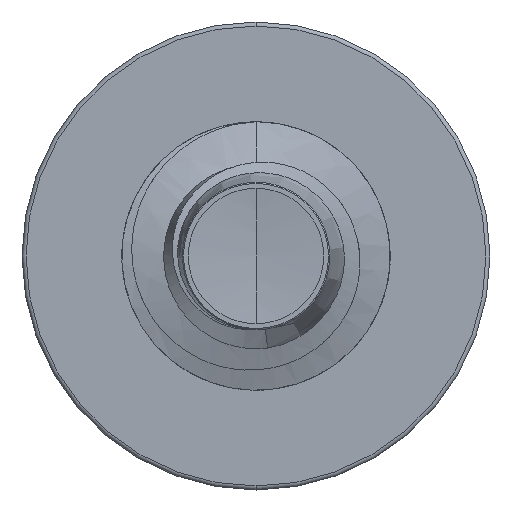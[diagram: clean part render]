
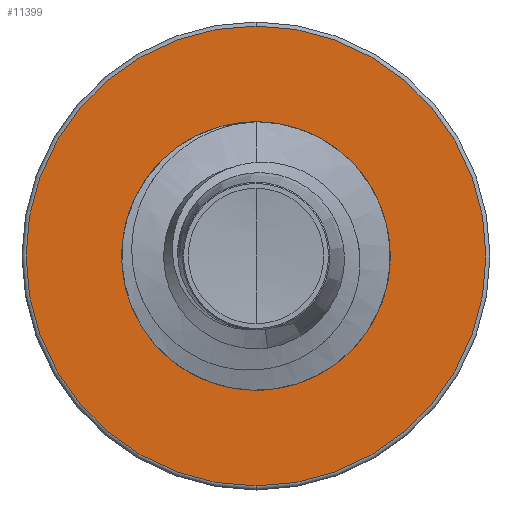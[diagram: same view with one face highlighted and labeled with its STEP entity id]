
A CAD part, front view. The second image highlights one B-rep face of the part: STEP entity #11399.
In plain terms, the highlighted planar face has unit normal (0, -1, 0).
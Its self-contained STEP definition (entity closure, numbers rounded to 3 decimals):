
#1401 = DIRECTION ( 'NONE',  ( 0., 0., 1. ) ) ;
#1420 = DIRECTION ( 'NONE',  ( 0., 1., 0. ) ) ;
#1424 = CARTESIAN_POINT ( 'NONE',  ( 0., 6., 0. ) ) ;
#2680 = AXIS2_PLACEMENT_3D ( 'NONE', #11229, #11214, #11204 ) ;
#3093 = VERTEX_POINT ( 'NONE', #7331 ) ;
#3579 = ORIENTED_EDGE ( 'NONE', *, *, #11975, .F. ) ;
#3946 = AXIS2_PLACEMENT_3D ( 'NONE', #11673, #11218, #11205 ) ;
#4423 = AXIS2_PLACEMENT_3D ( 'NONE', #12748, #12746, #12744 ) ;
#4687 = AXIS2_PLACEMENT_3D ( 'NONE', #1424, #1420, #1401 ) ;
#4758 = CARTESIAN_POINT ( 'NONE',  ( 0., 6., -1.722 ) ) ;
#4957 = CARTESIAN_POINT ( 'NONE',  ( 0., 6., 1.722 ) ) ;
#5003 = CARTESIAN_POINT ( 'NONE',  ( 0., 6., 2.998 ) ) ;
#6355 = ORIENTED_EDGE ( 'NONE', *, *, #10952, .T. ) ;
#6761 = CIRCLE ( 'NONE', #4687, 1.722 ) ;
#6872 = AXIS2_PLACEMENT_3D ( 'NONE', #8751, #9580, #9575 ) ;
#7331 = CARTESIAN_POINT ( 'NONE',  ( 0., 6., -2.997 ) ) ;
#7487 = EDGE_LOOP ( 'NONE', ( #6355, #12777 ) ) ;
#7976 = VERTEX_POINT ( 'NONE', #4957 ) ;
#8751 = CARTESIAN_POINT ( 'NONE',  ( 0., 6., 0. ) ) ;
#9250 = VERTEX_POINT ( 'NONE', #5003 ) ;
#9494 = VERTEX_POINT ( 'NONE', #4758 ) ;
#9575 = DIRECTION ( 'NONE',  ( 0., 0., 1. ) ) ;
#9580 = DIRECTION ( 'NONE',  ( 0., 1., 0. ) ) ;
#10673 = EDGE_LOOP ( 'NONE', ( #11113, #3579 ) ) ;
#10755 = EDGE_CURVE ( 'NONE', #9494, #7976, #12193, .T. ) ;
#10952 = EDGE_CURVE ( 'NONE', #7976, #9494, #6761, .T. ) ;
#11072 = EDGE_CURVE ( 'NONE', #9250, #3093, #12378, .T. ) ;
#11113 = ORIENTED_EDGE ( 'NONE', *, *, #11072, .F. ) ;
#11204 = DIRECTION ( 'NONE',  ( 0., 0., 1. ) ) ;
#11205 = DIRECTION ( 'NONE',  ( 0., 0., 1. ) ) ;
#11214 = DIRECTION ( 'NONE',  ( 0., 1., 0. ) ) ;
#11218 = DIRECTION ( 'NONE',  ( 0., 1., 0. ) ) ;
#11229 = CARTESIAN_POINT ( 'NONE',  ( 0., 6., 0. ) ) ;
#11261 = PLANE ( 'NONE',  #3946 ) ;
#11399 = ADVANCED_FACE ( 'NONE', ( #12814, #11470 ), #11261, .F. ) ;
#11470 = FACE_BOUND ( 'NONE', #7487, .T. ) ;
#11673 = CARTESIAN_POINT ( 'NONE',  ( 0., 6., -1.722 ) ) ;
#11777 = CIRCLE ( 'NONE', #2680, 2.998 ) ;
#11975 = EDGE_CURVE ( 'NONE', #3093, #9250, #11777, .T. ) ;
#12193 = CIRCLE ( 'NONE', #6872, 1.722 ) ;
#12378 = CIRCLE ( 'NONE', #4423, 2.998 ) ;
#12744 = DIRECTION ( 'NONE',  ( 0., 0., 1. ) ) ;
#12746 = DIRECTION ( 'NONE',  ( 0., 1., 0. ) ) ;
#12748 = CARTESIAN_POINT ( 'NONE',  ( 0., 6., 0. ) ) ;
#12777 = ORIENTED_EDGE ( 'NONE', *, *, #10755, .T. ) ;
#12814 = FACE_OUTER_BOUND ( 'NONE', #10673, .T. ) ;
